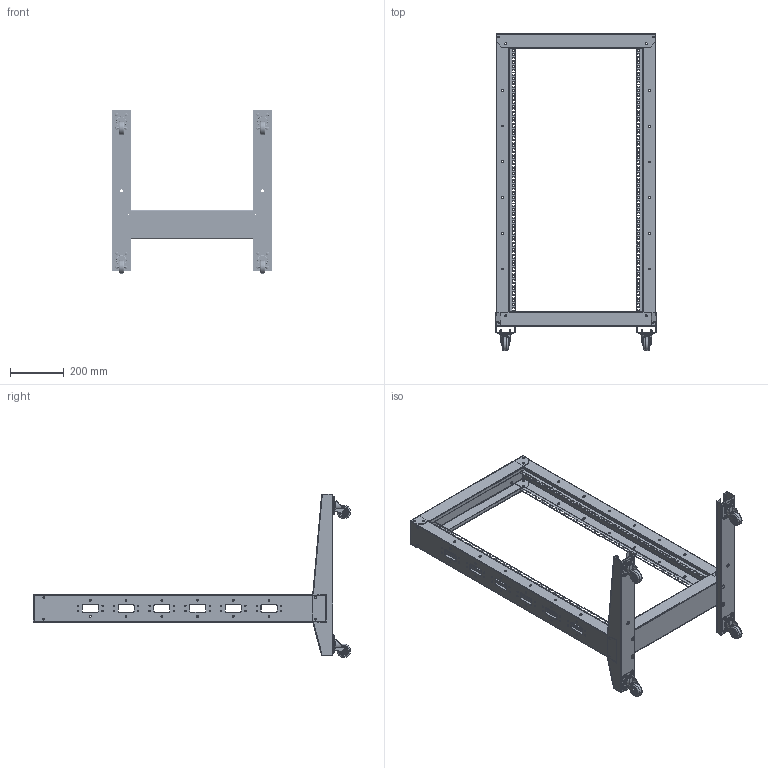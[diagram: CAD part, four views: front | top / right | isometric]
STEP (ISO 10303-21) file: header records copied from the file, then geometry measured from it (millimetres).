
FILE_DESCRIPTION (( 'STEP AP214' ), '1' );
FILE_NAME ('LC-SRA6622-W_LC_3D.step', '2023-07-27T22:42:04', ( '' ), ( '' ), 'SwSTEP 2.0', 'SolidWorks 2022', '' );
FILE_SCHEMA (( 'AUTOMOTIVE_DESIGN' ));
Length unit declared in the file: inch
Products named in the file (8): LC-SRA6622-W_LC_3D; AA^ASM0001_ASM_LC-SRA6622-W_LC; HLZJ^LC-SRA6622-W_LC; ZJ^LC-SRA6622-W_LC; HHL^ASM0001_ASM_LC-SRA6622-W_LC; ZZ^LC-SRA6622-W_LC; ZJ333^LC-SRA6622-W_LC; ASM0001_ASM^LC-SRA6622-W_LC
Assembly tree (15 placements, depth 3):
  LC-SRA6622-W_LC_3D
    ASM0001_ASM^LC-SRA6622-W_LC  x4
      HHL^ASM0001_ASM_LC-SRA6622-W_LC
      AA^ASM0001_ASM_LC-SRA6622-W_LC
    ZZ^LC-SRA6622-W_LC  x2
    HLZJ^LC-SRA6622-W_LC  x2
    ZJ^LC-SRA6622-W_LC
    ZJ333^LC-SRA6622-W_LC
Bounding box: 600 x 1183.5 x 608.47 mm (x, y, z)
Volume: 2005422 mm3; surface area: 2169746.2 mm2
Topology: 26 solids, 26 shells, 3668 faces, 10044 edges, 6484 vertices
Faces by surface type: plane 1916, cylinder 1260, torus 172, bspline 168, cone 120, sphere 32
Entity records: 46963 total; most frequent: CARTESIAN_POINT 11044, ORIENTED_EDGE 7386, DIRECTION 7112, EDGE_CURVE 3693, LINE 2746, VECTOR 2746, VERTEX_POINT 2382, AXIS2_PLACEMENT_3D 2183
